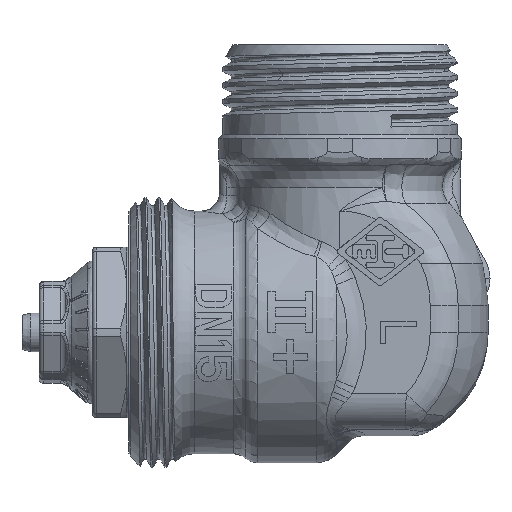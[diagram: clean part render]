
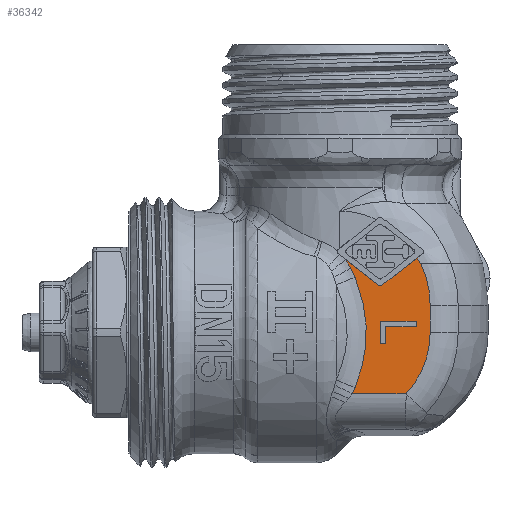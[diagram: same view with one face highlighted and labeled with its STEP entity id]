
A CAD part, left-side view. The second image highlights one B-rep face of the part: STEP entity #36342.
In plain terms, the highlighted planar face has unit normal (-1, 0, 0).
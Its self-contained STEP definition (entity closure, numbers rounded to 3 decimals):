
#9044=CARTESIAN_POINT('',(-11.5,-8.961,7.7));
#9045=CARTESIAN_POINT('',(-11.5,-8.93,7.723));
#9046=CARTESIAN_POINT('',(-11.5,-8.878,
7.772));
#9047=CARTESIAN_POINT('',(-11.5,-8.847,
7.856));
#9048=CARTESIAN_POINT('',(-11.5,-8.805,
7.933));
#9049=CARTESIAN_POINT('',(-11.5,-8.766,
8.009));
#9050=CARTESIAN_POINT('',(-11.5,-8.727,
8.083));
#9051=CARTESIAN_POINT('',(-11.5,-8.687,
8.156));
#9052=CARTESIAN_POINT('',(-11.5,-8.647,
8.229));
#9053=CARTESIAN_POINT('',(-11.5,-8.619,
8.278));
#9054=CARTESIAN_POINT('',(-11.5,-8.606,8.302));
#10664=DIRECTION('',(0.,-0.789,-0.615));
#10665=VECTOR('',#10664,4.818);
#10666=CARTESIAN_POINT('',(-11.5,-0.517,8.207));
#10667=LINE('',#10666,#10665);
#10668=DIRECTION('',(0.,-0.789,0.615));
#10669=VECTOR('',#10668,4.973);
#10670=CARTESIAN_POINT('',(-11.5,-4.685,5.244));
#10671=LINE('',#10670,#10669);
#10672=DIRECTION('',(0.,1.,0.));
#10673=VECTOR('',#10672,5.979);
#10674=CARTESIAN_POINT('',(-11.5,-7.374,
-6.829));
#10675=LINE('',#10674,#10673);
#10676=DIRECTION('',(0.,1.,0.));
#10677=VECTOR('',#10676,0.6);
#10678=CARTESIAN_POINT('',(-11.5,-5.1,-1.25));
#10679=LINE('',#10678,#10677);
#10680=DIRECTION('',(0.,0.,-1.));
#10681=VECTOR('',#10680,1.9);
#10682=CARTESIAN_POINT('',(-11.5,-5.1,0.65));
#10683=LINE('',#10682,#10681);
#10684=DIRECTION('',(0.,1.,0.));
#10685=VECTOR('',#10684,3.4);
#10686=CARTESIAN_POINT('',(-11.5,-8.5,0.65));
#10687=LINE('',#10686,#10685);
#10688=DIRECTION('',(0.,0.,-1.));
#10689=VECTOR('',#10688,0.6);
#10690=CARTESIAN_POINT('',(-11.5,-8.5,1.25));
#10691=LINE('',#10690,#10689);
#10692=DIRECTION('',(0.,-1.,0.));
#10693=VECTOR('',#10692,4.);
#10694=CARTESIAN_POINT('',(-11.5,-4.5,1.25));
#10695=LINE('',#10694,#10693);
#10696=DIRECTION('',(0.,0.,1.));
#10697=VECTOR('',#10696,2.5);
#10698=CARTESIAN_POINT('',(-11.5,-4.5,-1.25));
#10699=LINE('',#10698,#10697);
#10704=CARTESIAN_POINT('',(-11.5,-4.5,5.48));
#10705=DIRECTION('',(1.,0.,0.));
#10706=DIRECTION('',(0.,-0.615,-0.789));
#10707=AXIS2_PLACEMENT_3D('',#10704,#10705,#10706);
#11433=CARTESIAN_POINT('',(-11.5,1.,3.));
#11434=DIRECTION('',(-1.,0.,0.));
#11435=DIRECTION('',(0.,-1.,0.));
#11436=AXIS2_PLACEMENT_3D('',#11433,#11434,#11435);
#11956=CARTESIAN_POINT('',(-11.5,-0.517,8.207));
#11957=CARTESIAN_POINT('',(-11.5,-0.529,8.192));
#11958=CARTESIAN_POINT('',(-11.5,-0.553,8.163));
#11959=CARTESIAN_POINT('',(-11.5,-0.589,8.118));
#11960=CARTESIAN_POINT('',(-11.5,-0.614,8.087));
#11961=CARTESIAN_POINT('',(-11.5,-0.625,8.072));
#11982=CARTESIAN_POINT('',(-11.5,-0.625,8.072));
#11983=CARTESIAN_POINT('',(-11.5,-0.695,7.983));
#11984=CARTESIAN_POINT('',(-11.5,-0.834,7.795));
#11985=CARTESIAN_POINT('',(-11.5,-1.037,7.485));
#11986=CARTESIAN_POINT('',(-11.5,-1.17,7.257));
#11987=CARTESIAN_POINT('',(-11.5,-1.235,7.137));
#12001=CARTESIAN_POINT('',(-11.5,-1.7,6.13));
#12002=CARTESIAN_POINT('',(-11.5,-1.652,6.255));
#12003=CARTESIAN_POINT('',(-11.5,-1.552,6.495));
#12004=CARTESIAN_POINT('',(-11.5,-1.397,6.83));
#12005=CARTESIAN_POINT('',(-11.5,-1.289,7.038));
#12006=CARTESIAN_POINT('',(-11.5,-1.235,7.137));
#12029=CARTESIAN_POINT('',(-11.5,-1.7,6.13));
#12030=CARTESIAN_POINT('',(-11.5,-1.933,5.532));
#12031=CARTESIAN_POINT('',(-11.5,-2.322,4.381));
#12032=CARTESIAN_POINT('',(-11.5,-2.69,2.843));
#12033=CARTESIAN_POINT('',(-11.5,-2.898,1.398));
#12034=CARTESIAN_POINT('',(-11.5,-2.965,0.));
#12035=CARTESIAN_POINT('',(-11.5,-2.898,-1.398));
#12036=CARTESIAN_POINT('',(-11.5,-2.69,-2.843));
#12037=CARTESIAN_POINT('',(-11.5,-2.322,-4.381));
#12038=CARTESIAN_POINT('',(-11.5,-1.933,-5.532));
#12039=CARTESIAN_POINT('',(-11.5,-1.7,-6.13));
#12053=CARTESIAN_POINT('',(-11.5,-1.395,-6.829));
#12054=CARTESIAN_POINT('',(-11.5,-1.43,-6.757));
#12055=CARTESIAN_POINT('',(-11.5,-1.5,-6.609));
#12056=CARTESIAN_POINT('',(-11.5,-1.602,-6.376));
#12057=CARTESIAN_POINT('',(-11.5,-1.668,-6.214));
#12058=CARTESIAN_POINT('',(-11.5,-1.7,-6.13));
#12072=CARTESIAN_POINT('',(-11.5,-1.395,-6.829));
#12120=CARTESIAN_POINT('',(-11.5,0.,0.));
#12121=DIRECTION('',(-1.,0.,0.));
#12122=DIRECTION('',(0.,-0.734,-0.679));
#12123=AXIS2_PLACEMENT_3D('',#12120,#12121,#12122);
#12135=DIRECTION('',(0.,0.,1.));
#12136=VECTOR('',#12135,3.);
#12137=CARTESIAN_POINT('',(-11.5,-10.05,0.));
#12138=LINE('',#12137,#12136);
#19670=VERTEX_POINT('',#12029);
#19671=VERTEX_POINT('',#12039);
#19673=VERTEX_POINT('',#11982);
#19674=VERTEX_POINT('',#11987);
#19677=VERTEX_POINT('',#12072);
#19691=CARTESIAN_POINT('',(-11.5,-7.374,-6.829));
#19692=CARTESIAN_POINT('',(-11.5,-10.05,0.));
#19693=VERTEX_POINT('',#19691);
#19694=VERTEX_POINT('',#19692);
#19699=CARTESIAN_POINT('',(-11.5,-10.05,3.));
#19700=VERTEX_POINT('',#19699);
#19703=CARTESIAN_POINT('',(-11.5,-8.993,7.715));
#19704=VERTEX_POINT('',#19703);
#19981=VERTEX_POINT('',#9054);
#20152=CARTESIAN_POINT('',(-11.5,-4.685,5.244));
#20154=VERTEX_POINT('',#20152);
#20156=CARTESIAN_POINT('',(-11.5,-4.315,5.244));
#20158=VERTEX_POINT('',#20156);
#20194=CARTESIAN_POINT('',(-11.5,-0.517,8.207));
#20195=VERTEX_POINT('',#20194);
#20350=CARTESIAN_POINT('',(-11.5,-5.1,-1.25));
#20351=CARTESIAN_POINT('',(-11.5,-4.5,-1.25));
#20352=VERTEX_POINT('',#20350);
#20353=VERTEX_POINT('',#20351);
#20358=CARTESIAN_POINT('',(-11.5,-4.5,1.25));
#20359=VERTEX_POINT('',#20358);
#20362=CARTESIAN_POINT('',(-11.5,-8.5,1.25));
#20363=VERTEX_POINT('',#20362);
#20366=CARTESIAN_POINT('',(-11.5,-8.5,0.65));
#20367=VERTEX_POINT('',#20366);
#20370=CARTESIAN_POINT('',(-11.5,-5.1,0.65));
#20371=VERTEX_POINT('',#20370);
#36297=CARTESIAN_POINT('',(-11.5,0.,15.2));
#36298=DIRECTION('',(-1.,0.,0.));
#36299=DIRECTION('',(0.,0.,-1.));
#36300=AXIS2_PLACEMENT_3D('',#36297,#36298,#36299);
#36301=PLANE('',#36300);
#36302=ORIENTED_EDGE('',*,*,#36283,.T.);
#36304=ORIENTED_EDGE('',*,*,#36303,.F.);
#36306=ORIENTED_EDGE('',*,*,#36305,.T.);
#36307=ORIENTED_EDGE('',*,*,#33468,.F.);
#36309=ORIENTED_EDGE('',*,*,#36308,.F.);
#36311=ORIENTED_EDGE('',*,*,#36310,.F.);
#36313=ORIENTED_EDGE('',*,*,#36312,.F.);
#36315=ORIENTED_EDGE('',*,*,#36314,.T.);
#36317=ORIENTED_EDGE('',*,*,#36316,.T.);
#36319=ORIENTED_EDGE('',*,*,#36318,.F.);
#36321=ORIENTED_EDGE('',*,*,#36320,.T.);
#36323=ORIENTED_EDGE('',*,*,#36322,.F.);
#36325=ORIENTED_EDGE('',*,*,#36324,.F.);
#36326=EDGE_LOOP('',(#36302,#36304,#36306,#36307,#36309,#36311,#36313,#36315,
#36317,#36319,#36321,#36323,#36325));
#36327=FACE_OUTER_BOUND('',#36326,.F.);
#36329=ORIENTED_EDGE('',*,*,#36328,.F.);
#36331=ORIENTED_EDGE('',*,*,#36330,.F.);
#36333=ORIENTED_EDGE('',*,*,#36332,.F.);
#36335=ORIENTED_EDGE('',*,*,#36334,.F.);
#36337=ORIENTED_EDGE('',*,*,#36336,.F.);
#36339=ORIENTED_EDGE('',*,*,#36338,.F.);
#36340=EDGE_LOOP('',(#36329,#36331,#36333,#36335,#36337,#36339));
#36341=FACE_BOUND('',#36340,.F.);
#36342=ADVANCED_FACE('',(#36327,#36341),#36301,.T.);
#9055=B_SPLINE_CURVE_WITH_KNOTS('',3,(#9044,#9045,#9046,#9047,#9048,#9049,#9050,
#9051,#9052,#9053,#9054),.UNSPECIFIED.,.F.,.F.,(4,1,1,1,1,1,1,1,4),(0.,
0.125,0.25,0.375,0.5,0.625,0.75,0.875,1.),.UNSPECIFIED.);
#10708=CIRCLE('',#10707,0.3);
#11437=CIRCLE('',#11436,11.05);
#11962=B_SPLINE_CURVE_WITH_KNOTS('',3,(#11956,#11957,#11958,#11959,#11960,
#11961),.UNSPECIFIED.,.F.,.F.,(4,1,1,4),(0.,0.333,
0.667,1.),.UNSPECIFIED.);
#11988=B_SPLINE_CURVE_WITH_KNOTS('',3,(#11982,#11983,#11984,#11985,#11986,
#11987),.UNSPECIFIED.,.F.,.F.,(4,1,1,4),(0.,0.333,
0.667,1.),.UNSPECIFIED.);
#12007=B_SPLINE_CURVE_WITH_KNOTS('',3,(#12001,#12002,#12003,#12004,#12005,
#12006),.UNSPECIFIED.,.F.,.F.,(4,1,1,4),(0.,0.333,
0.667,1.),.UNSPECIFIED.);
#12040=B_SPLINE_CURVE_WITH_KNOTS('',3,(#12029,#12030,#12031,#12032,#12033,
#12034,#12035,#12036,#12037,#12038,#12039),.UNSPECIFIED.,.F.,.F.,(4,1,1,1,1,1,1,
1,4),(0.,0.125,0.25,0.375,0.5,0.625,0.75,0.875,1.),
.UNSPECIFIED.);
#12059=B_SPLINE_CURVE_WITH_KNOTS('',3,(#12053,#12054,#12055,#12056,#12057,
#12058),.UNSPECIFIED.,.F.,.F.,(4,1,1,4),(0.,0.333,
0.667,1.),.UNSPECIFIED.);
#12124=CIRCLE('',#12123,10.05);
#33468=EDGE_CURVE('',#19704,#19981,#9055,.T.);
#36283=EDGE_CURVE('',#20195,#20158,#10667,.T.);
#36303=EDGE_CURVE('',#20154,#20158,#10708,.T.);
#36305=EDGE_CURVE('',#20154,#19981,#10671,.T.);
#36308=EDGE_CURVE('',#19700,#19704,#11437,.T.);
#36310=EDGE_CURVE('',#19694,#19700,#12138,.T.);
#36312=EDGE_CURVE('',#19693,#19694,#12124,.T.);
#36314=EDGE_CURVE('',#19693,#19677,#10675,.T.);
#36316=EDGE_CURVE('',#19677,#19671,#12059,.T.);
#36318=EDGE_CURVE('',#19670,#19671,#12040,.T.);
#36320=EDGE_CURVE('',#19670,#19674,#12007,.T.);
#36322=EDGE_CURVE('',#19673,#19674,#11988,.T.);
#36324=EDGE_CURVE('',#20195,#19673,#11962,.T.);
#36328=EDGE_CURVE('',#20352,#20353,#10679,.T.);
#36330=EDGE_CURVE('',#20371,#20352,#10683,.T.);
#36332=EDGE_CURVE('',#20367,#20371,#10687,.T.);
#36334=EDGE_CURVE('',#20363,#20367,#10691,.T.);
#36336=EDGE_CURVE('',#20359,#20363,#10695,.T.);
#36338=EDGE_CURVE('',#20353,#20359,#10699,.T.);
